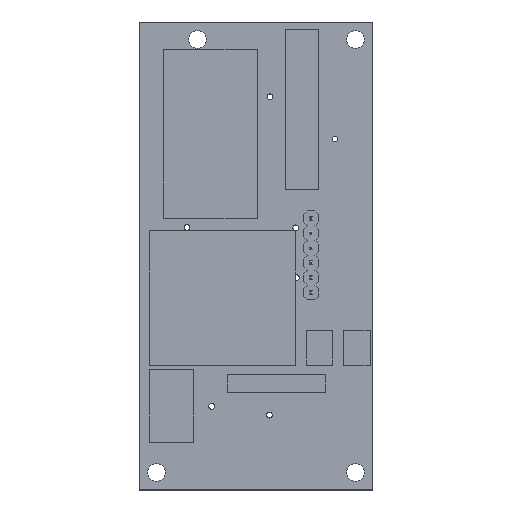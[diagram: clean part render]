
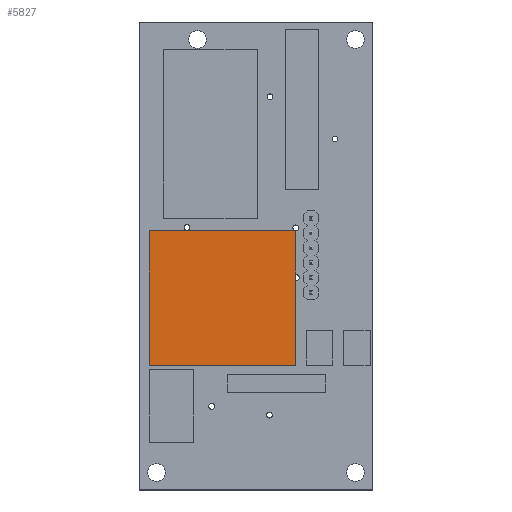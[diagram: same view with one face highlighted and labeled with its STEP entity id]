
A CAD part, top view. The second image highlights one B-rep face of the part: STEP entity #5827.
In plain terms, the highlighted planar face has unit normal (0, 0, 1).
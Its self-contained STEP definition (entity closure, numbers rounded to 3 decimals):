
#280=PLANE('',#6425);
#583=FACE_OUTER_BOUND('',#1044,.T.);
#1044=EDGE_LOOP('',(#4393,#4394,#4395,#4396));
#1363=LINE('',#8750,#1964);
#1366=LINE('',#8756,#1967);
#1369=LINE('',#8762,#1970);
#1372=LINE('',#8766,#1973);
#1964=VECTOR('',#7251,10.);
#1967=VECTOR('',#7256,10.);
#1970=VECTOR('',#7261,10.);
#1973=VECTOR('',#7266,10.);
#2798=VERTEX_POINT('',#8747);
#2799=VERTEX_POINT('',#8749);
#2801=VERTEX_POINT('',#8755);
#2803=VERTEX_POINT('',#8761);
#3371=EDGE_CURVE('',#2799,#2798,#1363,.T.);
#3374=EDGE_CURVE('',#2801,#2799,#1366,.T.);
#3377=EDGE_CURVE('',#2803,#2801,#1369,.T.);
#3380=EDGE_CURVE('',#2798,#2803,#1372,.T.);
#4393=ORIENTED_EDGE('',*,*,#3380,.T.);
#4394=ORIENTED_EDGE('',*,*,#3377,.T.);
#4395=ORIENTED_EDGE('',*,*,#3374,.T.);
#4396=ORIENTED_EDGE('',*,*,#3371,.T.);
#5827=ADVANCED_FACE('',(#583),#280,.T.);
#6425=AXIS2_PLACEMENT_3D('',#8767,#7267,#7268);
#7251=DIRECTION('',(-1.,0.,0.));
#7256=DIRECTION('',(0.,1.,0.));
#7261=DIRECTION('',(1.,0.,0.));
#7266=DIRECTION('',(0.,-1.,0.));
#7267=DIRECTION('center_axis',(0.,0.,1.));
#7268=DIRECTION('ref_axis',(1.,0.,0.));
#8747=CARTESIAN_POINT('',(-12.5,11.5,0.1));
#8749=CARTESIAN_POINT('',(12.5,11.5,0.1));
#8750=CARTESIAN_POINT('',(12.5,11.5,0.1));
#8755=CARTESIAN_POINT('',(12.5,-11.5,0.1));
#8756=CARTESIAN_POINT('',(12.5,-11.5,0.1));
#8761=CARTESIAN_POINT('',(-12.5,-11.5,0.1));
#8762=CARTESIAN_POINT('',(-12.5,-11.5,0.1));
#8766=CARTESIAN_POINT('',(-12.5,11.5,0.1));
#8767=CARTESIAN_POINT('Origin',(0.,0.,0.1));
